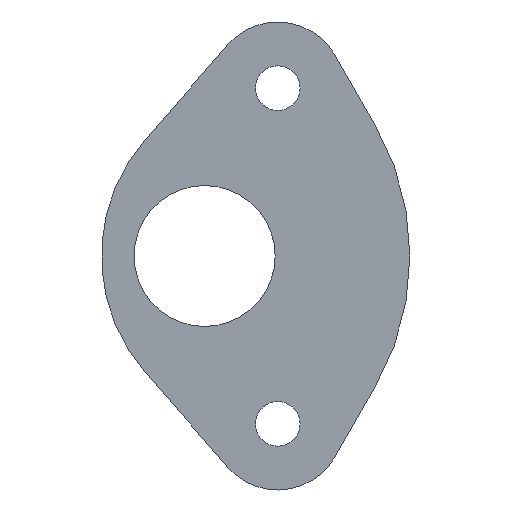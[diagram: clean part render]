
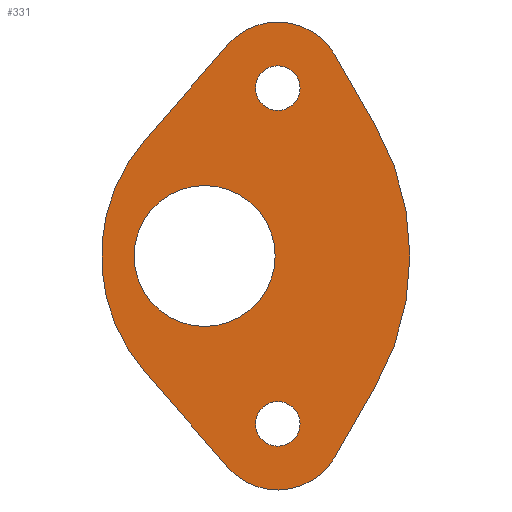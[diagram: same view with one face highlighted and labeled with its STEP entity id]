
A CAD part, front view. The second image highlights one B-rep face of the part: STEP entity #331.
In plain terms, the highlighted planar face has unit normal (0, -1, 0).
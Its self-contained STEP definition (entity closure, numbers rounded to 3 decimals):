
#20=FACE_BOUND('',#70,.T.);
#21=FACE_BOUND('',#71,.T.);
#22=FACE_BOUND('',#72,.T.);
#30=PLANE('',#392);
#47=FACE_OUTER_BOUND('',#69,.T.);
#69=EDGE_LOOP('',(#293,#294,#295,#296,#297,#298,#299,#300));
#70=EDGE_LOOP('',(#301));
#71=EDGE_LOOP('',(#302,#303));
#72=EDGE_LOOP('',(#304,#305));
#80=LINE('',#554,#101);
#84=LINE('',#566,#105);
#88=LINE('',#578,#109);
#92=LINE('',#589,#113);
#101=VECTOR('',#456,10.);
#105=VECTOR('',#468,10.);
#109=VECTOR('',#480,10.);
#113=VECTOR('',#492,10.);
#124=CIRCLE('',#366,8.);
#125=CIRCLE('',#368,2.525);
#126=CIRCLE('',#369,2.525);
#128=CIRCLE('',#372,2.525);
#129=CIRCLE('',#373,2.525);
#131=CIRCLE('',#376,7.5);
#133=CIRCLE('',#380,30.);
#135=CIRCLE('',#384,7.5);
#137=CIRCLE('',#388,20.);
#148=VERTEX_POINT('',#524);
#149=VERTEX_POINT('',#528);
#150=VERTEX_POINT('',#529);
#152=VERTEX_POINT('',#536);
#153=VERTEX_POINT('',#537);
#155=VERTEX_POINT('',#544);
#156=VERTEX_POINT('',#545);
#159=VERTEX_POINT('',#553);
#161=VERTEX_POINT('',#559);
#163=VERTEX_POINT('',#565);
#165=VERTEX_POINT('',#571);
#167=VERTEX_POINT('',#577);
#169=VERTEX_POINT('',#583);
#183=EDGE_CURVE('',#148,#148,#124,.T.);
#184=EDGE_CURVE('',#149,#150,#125,.T.);
#185=EDGE_CURVE('',#150,#149,#126,.T.);
#188=EDGE_CURVE('',#152,#153,#128,.T.);
#189=EDGE_CURVE('',#153,#152,#129,.T.);
#192=EDGE_CURVE('',#155,#156,#131,.T.);
#196=EDGE_CURVE('',#159,#155,#80,.T.);
#199=EDGE_CURVE('',#161,#159,#133,.T.);
#202=EDGE_CURVE('',#163,#161,#84,.T.);
#205=EDGE_CURVE('',#165,#163,#135,.T.);
#208=EDGE_CURVE('',#167,#165,#88,.T.);
#211=EDGE_CURVE('',#169,#167,#137,.T.);
#214=EDGE_CURVE('',#156,#169,#92,.T.);
#293=ORIENTED_EDGE('',*,*,#214,.F.);
#294=ORIENTED_EDGE('',*,*,#192,.F.);
#295=ORIENTED_EDGE('',*,*,#196,.F.);
#296=ORIENTED_EDGE('',*,*,#199,.F.);
#297=ORIENTED_EDGE('',*,*,#202,.F.);
#298=ORIENTED_EDGE('',*,*,#205,.F.);
#299=ORIENTED_EDGE('',*,*,#208,.F.);
#300=ORIENTED_EDGE('',*,*,#211,.F.);
#301=ORIENTED_EDGE('',*,*,#183,.T.);
#302=ORIENTED_EDGE('',*,*,#184,.T.);
#303=ORIENTED_EDGE('',*,*,#185,.T.);
#304=ORIENTED_EDGE('',*,*,#188,.T.);
#305=ORIENTED_EDGE('',*,*,#189,.T.);
#331=ADVANCED_FACE('',(#47,#20,#21,#22),#30,.F.);
#366=AXIS2_PLACEMENT_3D('',#526,#426,#427);
#368=AXIS2_PLACEMENT_3D('',#530,#430,#431);
#369=AXIS2_PLACEMENT_3D('',#531,#432,#433);
#372=AXIS2_PLACEMENT_3D('',#538,#439,#440);
#373=AXIS2_PLACEMENT_3D('',#539,#441,#442);
#376=AXIS2_PLACEMENT_3D('',#546,#448,#449);
#380=AXIS2_PLACEMENT_3D('',#560,#461,#462);
#384=AXIS2_PLACEMENT_3D('',#572,#473,#474);
#388=AXIS2_PLACEMENT_3D('',#584,#485,#486);
#392=AXIS2_PLACEMENT_3D('',#592,#496,#497);
#426=DIRECTION('center_axis',(0.,1.,0.));
#427=DIRECTION('ref_axis',(1.,0.,0.));
#430=DIRECTION('center_axis',(0.,1.,0.));
#431=DIRECTION('ref_axis',(1.,0.,0.));
#432=DIRECTION('center_axis',(0.,1.,0.));
#433=DIRECTION('ref_axis',(1.,0.,0.));
#439=DIRECTION('center_axis',(0.,1.,0.));
#440=DIRECTION('ref_axis',(1.,0.,0.));
#441=DIRECTION('center_axis',(0.,1.,0.));
#442=DIRECTION('ref_axis',(1.,0.,0.));
#448=DIRECTION('center_axis',(0.,1.,0.));
#449=DIRECTION('ref_axis',(0.867,0.,-0.499));
#456=DIRECTION('',(-0.499,0.,-0.867));
#461=DIRECTION('center_axis',(0.,1.,0.));
#462=DIRECTION('ref_axis',(0.867,0.,0.499));
#468=DIRECTION('',(0.499,0.,-0.867));
#473=DIRECTION('center_axis',(0.,1.,0.));
#474=DIRECTION('ref_axis',(-0.755,0.,0.656));
#480=DIRECTION('',(0.656,0.,0.755));
#485=DIRECTION('center_axis',(0.,1.,0.));
#486=DIRECTION('ref_axis',(-0.755,0.,-0.656));
#492=DIRECTION('',(-0.656,0.,0.755));
#496=DIRECTION('center_axis',(0.,1.,0.));
#497=DIRECTION('ref_axis',(0.,0.,1.));
#524=CARTESIAN_POINT('',(-16.3,0.,0.));
#526=CARTESIAN_POINT('Origin',(-8.3,0.,0.));
#528=CARTESIAN_POINT('',(2.525,0.,19.05));
#529=CARTESIAN_POINT('',(-2.525,0.,19.05));
#530=CARTESIAN_POINT('Origin',(0.,0.,19.05));
#531=CARTESIAN_POINT('Origin',(0.,0.,19.05));
#536=CARTESIAN_POINT('',(2.525,0.,-19.05));
#537=CARTESIAN_POINT('',(-2.525,0.,-19.05));
#538=CARTESIAN_POINT('Origin',(0.,0.,-19.05));
#539=CARTESIAN_POINT('Origin',(0.,0.,-19.05));
#544=CARTESIAN_POINT('',(6.502,0.,-22.789));
#545=CARTESIAN_POINT('',(-5.66,0.,-23.971));
#546=CARTESIAN_POINT('Origin',(0.,0.,-19.05));
#553=CARTESIAN_POINT('',(11.006,0.,-14.956));
#554=CARTESIAN_POINT('',(11.006,0.,-14.956));
#559=CARTESIAN_POINT('',(11.006,0.,14.956));
#560=CARTESIAN_POINT('Origin',(-15.,0.,0.));
#565=CARTESIAN_POINT('',(6.502,0.,22.789));
#566=CARTESIAN_POINT('',(6.502,0.,22.789));
#571=CARTESIAN_POINT('',(-5.66,0.,23.971));
#572=CARTESIAN_POINT('Origin',(0.,0.,19.05));
#577=CARTESIAN_POINT('',(-15.092,0.,13.123));
#578=CARTESIAN_POINT('',(-15.092,0.,13.123));
#583=CARTESIAN_POINT('',(-15.092,0.,-13.123));
#584=CARTESIAN_POINT('Origin',(0.,0.,0.));
#589=CARTESIAN_POINT('',(-5.66,0.,-23.971));
#592=CARTESIAN_POINT('Origin',(-2.5,0.,0.));
